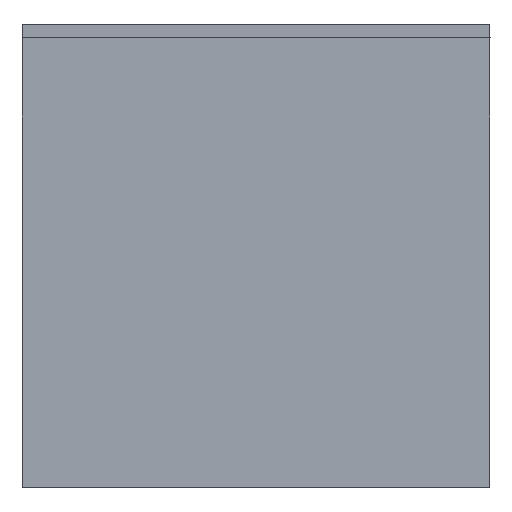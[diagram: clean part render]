
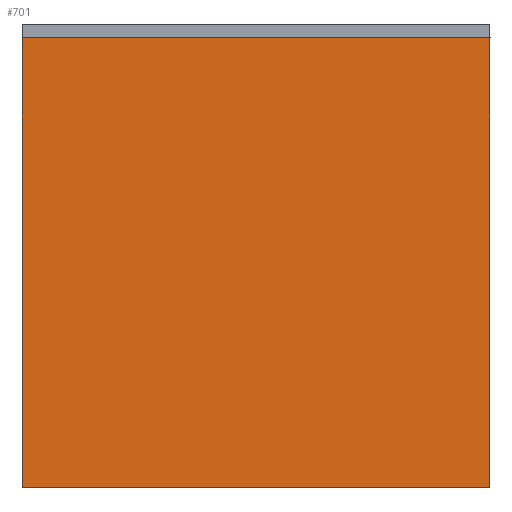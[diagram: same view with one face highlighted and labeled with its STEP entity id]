
A CAD part, left-side view. The second image highlights one B-rep face of the part: STEP entity #701.
In plain terms, the highlighted planar face has unit normal (-1, 0, 0).
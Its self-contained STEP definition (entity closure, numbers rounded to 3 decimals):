
#10 = CARTESIAN_POINT ( 'NONE',  ( 92., 26., -48.49 ) ) ;
#117 = CARTESIAN_POINT ( 'NONE',  ( 92., -26., -0.01 ) ) ;
#211 = ORIENTED_EDGE ( 'NONE', *, *, #676, .F. ) ;
#265 = LINE ( 'NONE', #875, #2936 ) ;
#302 = VERTEX_POINT ( 'NONE', #117 ) ;
#366 = FACE_OUTER_BOUND ( 'NONE', #1788, .T. ) ;
#676 = EDGE_CURVE ( 'NONE', #2720, #2631, #2896, .T. ) ;
#701 = ADVANCED_FACE ( 'NONE', ( #366 ), #933, .F. ) ;
#814 = DIRECTION ( 'NONE',  ( 0., 0., -1. ) ) ;
#817 = VECTOR ( 'NONE', #2735, 1000. ) ;
#864 = CARTESIAN_POINT ( 'NONE',  ( 92., 26., -50. ) ) ;
#875 = CARTESIAN_POINT ( 'NONE',  ( 92., -26., -48.49 ) ) ;
#933 = PLANE ( 'NONE',  #1846 ) ;
#997 = EDGE_CURVE ( 'NONE', #302, #2720, #265, .T. ) ;
#1108 = LINE ( 'NONE', #2757, #817 ) ;
#1316 = DIRECTION ( 'NONE',  ( 0., 0., -1. ) ) ;
#1442 = EDGE_CURVE ( 'NONE', #2631, #3176, #2255, .T. ) ;
#1637 = DIRECTION ( 'NONE',  ( 0., 0., 1. ) ) ;
#1656 = VECTOR ( 'NONE', #1637, 1000. ) ;
#1788 = EDGE_LOOP ( 'NONE', ( #2161, #2328, #2581, #211 ) ) ;
#1846 = AXIS2_PLACEMENT_3D ( 'NONE', #2380, #2823, #1316 ) ;
#2021 = VECTOR ( 'NONE', #2229, 1000. ) ;
#2122 = CARTESIAN_POINT ( 'NONE',  ( 92., 26., -0.01 ) ) ;
#2161 = ORIENTED_EDGE ( 'NONE', *, *, #997, .F. ) ;
#2229 = DIRECTION ( 'NONE',  ( 0., 1., 0. ) ) ;
#2255 = LINE ( 'NONE', #10, #1656 ) ;
#2328 = ORIENTED_EDGE ( 'NONE', *, *, #2710, .F. ) ;
#2380 = CARTESIAN_POINT ( 'NONE',  ( 92., 26., -48.49 ) ) ;
#2581 = ORIENTED_EDGE ( 'NONE', *, *, #1442, .F. ) ;
#2631 = VERTEX_POINT ( 'NONE', #864 ) ;
#2710 = EDGE_CURVE ( 'NONE', #3176, #302, #1108, .T. ) ;
#2720 = VERTEX_POINT ( 'NONE', #2908 ) ;
#2735 = DIRECTION ( 'NONE',  ( 0., -1., 0. ) ) ;
#2757 = CARTESIAN_POINT ( 'NONE',  ( 92., 26., -0.01 ) ) ;
#2774 = CARTESIAN_POINT ( 'NONE',  ( 92., -28.135, -50. ) ) ;
#2823 = DIRECTION ( 'NONE',  ( 1., 0., 0. ) ) ;
#2896 = LINE ( 'NONE', #2774, #2021 ) ;
#2908 = CARTESIAN_POINT ( 'NONE',  ( 92., -26., -50. ) ) ;
#2936 = VECTOR ( 'NONE', #814, 1000. ) ;
#3176 = VERTEX_POINT ( 'NONE', #2122 ) ;
